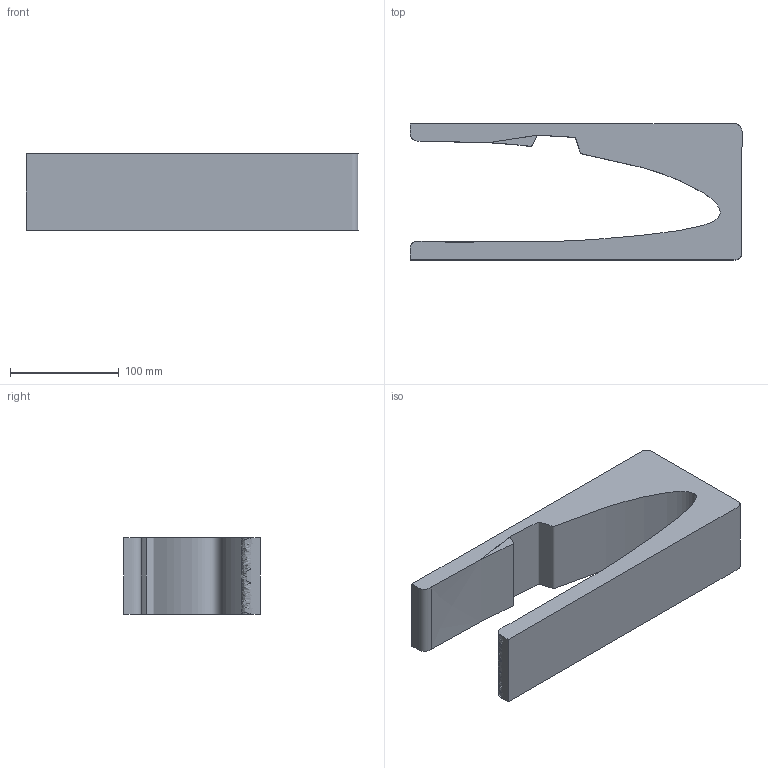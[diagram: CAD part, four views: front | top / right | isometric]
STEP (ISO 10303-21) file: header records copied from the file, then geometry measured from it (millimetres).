
FILE_DESCRIPTION(/* description */ (''),/* implementation_level */ '2;1');
FILE_NAME(/* name */ 'cale derive',/* time_stamp */ '2021-05-04T08:51:05+02:00',/* author */ (''),/* organization */ (''),/* preprocessor_version */ 'ST-DEVELOPER v10',/* originating_system */ '',/* authorisation */ '');
FILE_SCHEMA (('CONFIG_CONTROL_DESIGN'));
Length unit declared in the file: millimetre
Products named in the file (1): 1
Bounding box: 305 x 124.99 x 70 mm (x, y, z)
Volume: 536367.6 mm3; surface area: 132465.1 mm2
Topology: 1 solids, 1 shells, 5 faces, 28 edges, 26 vertices
Faces by surface type: bspline 5
Entity records: 505 total; most frequent: CARTESIAN_POINT 317, B_SPLINE_CURVE_WITH_KNOTS 24, COMPOSITE_CURVE_SEGMENT 18, ORIENTED_EDGE 18, EDGE_CURVE 9, ORGANIZATION 7, PERSON_AND_ORGANIZATION 7, VERTEX_POINT 6
